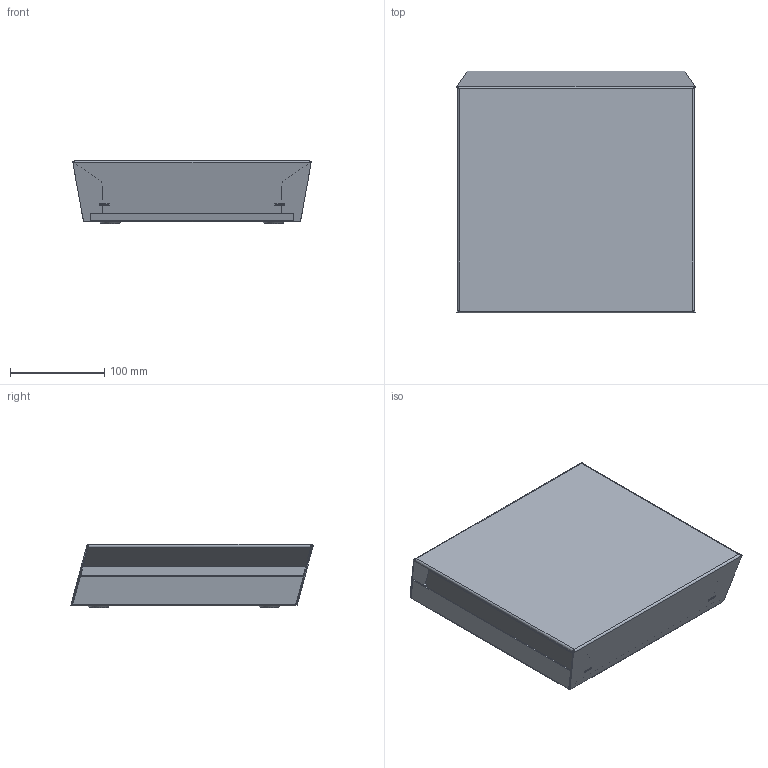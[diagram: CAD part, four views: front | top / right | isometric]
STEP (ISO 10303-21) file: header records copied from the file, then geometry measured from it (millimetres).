
FILE_DESCRIPTION(('Creo Elements/Direct Modeling STEP Export'),'2;1');
FILE_NAME('0093.1500 PPB 30 AW Außenabdeckung weiß.stp','2018-01-22T15:28:41',(''),(''),'PTC Creo Elements/Direct Modeling STEP processor for AP214 (Solid Model)','PTC Creo Elements/Direct Modeling 19.0C 15-Aug-2015 (C) Parametric Technology GmbH','');
FILE_SCHEMA(('AUTOMOTIVE_DESIGN { 1 0 10303 214 1 1 1 1 }'));
Length unit declared in the file: millimetre
Products named in the file (4): Wandbefestigungsblech-PPB-30-AE.2; Wandbefestigungsblech-PPB-30-AE.1; Wandbefestigungsblech-PPB-30-AE; 0018.0631.0000_Wandbefestigungsblech-PPB-30-AE
Assembly tree (3 placements, depth 2):
  0018.0631.0000_Wandbefestigungsblech-PPB-30-AE
    Wandbefestigungsblech-PPB-30-AE
    Wandbefestigungsblech-PPB-30-AE.1
    Wandbefestigungsblech-PPB-30-AE.2
Bounding box: 252.8 x 256.64 x 67.14 mm (x, y, z)
Volume: 3198789.3 mm3; surface area: 243784 mm2
Topology: 3 solids, 3 shells, 234 faces, 630 edges, 405 vertices
Faces by surface type: plane 152, cylinder 48, bspline 18, cone 16
Entity records: 9386 total; most frequent: CARTESIAN_POINT 3568, ORIENTED_EDGE 1260, DIRECTION 1014, EDGE_CURVE 630, VECTOR 440, LINE 440, VERTEX_POINT 405, AXIS2_PLACEMENT_3D 287
